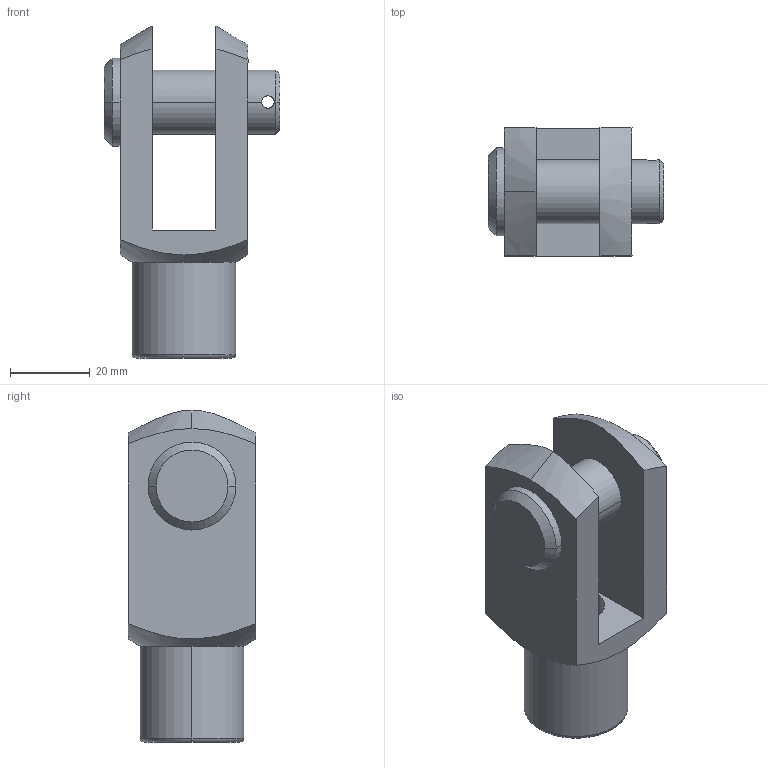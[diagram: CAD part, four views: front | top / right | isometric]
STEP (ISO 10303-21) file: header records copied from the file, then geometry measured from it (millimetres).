
FILE_DESCRIPTION (( 'STEP AP214' ), '1' );
FILE_NAME ('RD001395_PP.STEP', '2018-09-17T12:21:49', ( '' ), ( '' ), 'SwSTEP 2.0', 'SolidWorks 2018', '' );
FILE_SCHEMA (( 'AUTOMOTIVE_DESIGN' ));
Length unit declared in the file: millimetre
Products named in the file (1): RD001395_PP
Bounding box: 44 x 32 x 83 mm (x, y, z)
Volume: 44912.8 mm3; surface area: 16324.2 mm2
Topology: 2 solids, 2 shells, 38 faces, 93 edges, 58 vertices
Faces by surface type: cylinder 14, cone 11, plane 11, torus 2
Entity records: 1850 total; most frequent: CARTESIAN_POINT 486, DIRECTION 187, ORIENTED_EDGE 186, EDGE_CURVE 93, AXIS2_PLACEMENT_3D 75, VERTEX_POINT 58, EDGE_LOOP 45, UNCERTAINTY_MEASURE_WITH_UNIT 42
